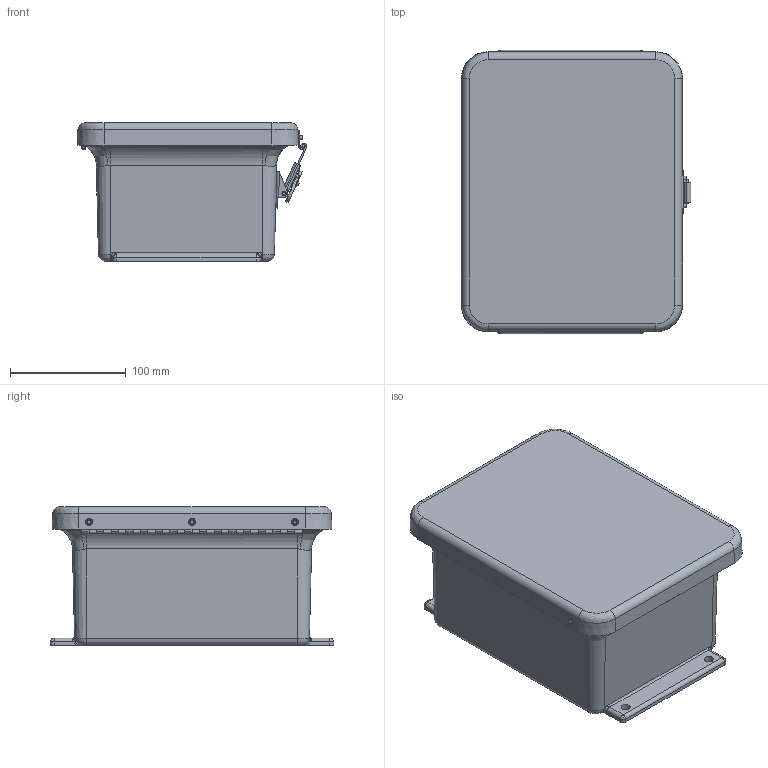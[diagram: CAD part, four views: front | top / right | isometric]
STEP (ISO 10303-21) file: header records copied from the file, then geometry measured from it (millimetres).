
FILE_DESCRIPTION (( 'STEP AP214' ), '1' );
FILE_NAME ('M806HLL.STEP', '2018-11-06T14:55:41', ( '' ), ( '' ), 'SwSTEP 2.0', 'SolidWorks 2018', '' );
FILE_SCHEMA (( 'AUTOMOTIVE_DESIGN' ));
Length unit declared in the file: inch
Products named in the file (1): M806HLL
Bounding box: 198.46 x 244.6 x 119.75 mm (x, y, z)
Volume: 728080.8 mm3; surface area: 399832.9 mm2
Topology: 30 solids, 30 shells, 817 faces, 1993 edges, 1257 vertices
Faces by surface type: cylinder 327, plane 317, bspline 140, cone 29, torus 4
Full cylindrical faces by diameter (mm): 1.702 x1, 2.159 x31, 2.21 x1, 2.489 x2, 2.64 x10, 2.794 x1, 3.175 x11, 3.3 x2, 3.327 x6, 3.378 x2, 3.429 x1, 3.556 x11, 3.861 x8, 4.039 x4, 4.572 x1, 4.75 x2, 4.8 x1, 4.851 x2, 5.41 x1, 5.537 x4, 6.35 x1, 6.858 x4, 7.264 x1, 7.925 x4, 13.335 x1, 13.589 x1, 15.494 x1, 16.764 x1
Entity records: 40274 total; most frequent: CARTESIAN_POINT 11432, ORIENTED_EDGE 3614, DIRECTION 3392, EDGE_CURVE 1807, AXIS2_PLACEMENT_3D 1254, VERTEX_POINT 1217, EDGE_LOOP 1136, FACE_OUTER_BOUND 948
